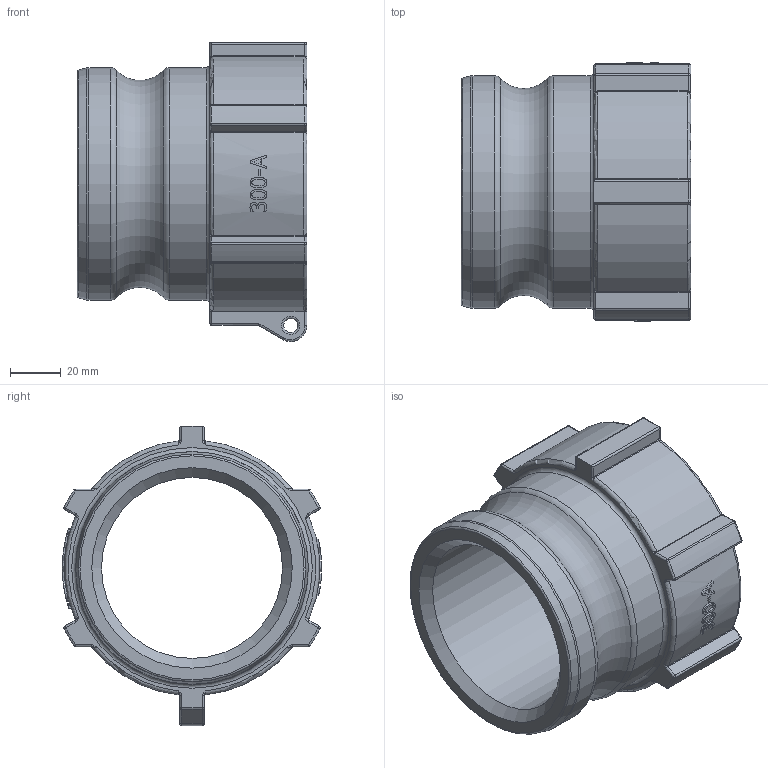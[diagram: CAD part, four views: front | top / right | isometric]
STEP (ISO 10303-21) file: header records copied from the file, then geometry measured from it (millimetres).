
FILE_DESCRIPTION(/* description */ ('3" MALE ADAPTER x 3" FNPT'),/* implementation_level */ '2;1');
FILE_NAME(/* name */ '300A.stp',/* time_stamp */ '2023-08-09T10:03:26-04:00',/* author */ ('CKA'),/* organization */ (''),/* preprocessor_version */ 'ST-DEVELOPER v18.1',/* originating_system */ 'Autodesk Inventor 2022',/* authorisation */ '');
FILE_SCHEMA (('AUTOMOTIVE_DESIGN { 1 0 10303 214 3 1 1 }'));
Length unit declared in the file: inch
Products named in the file (1): 300A
Bounding box: 90.3 x 101.85 x 117.6 mm (x, y, z)
Volume: 218919.3 mm3; surface area: 64769.3 mm2
Topology: 1 solids, 1 shells, 533 faces, 1371 edges, 842 vertices
Faces by surface type: bspline 186, plane 179, cylinder 104, torus 30, sphere 20, cone 14
Full cylindrical faces by diameter (mm): 5.588 x1, 71.12 x1, 91.491 x2
Entity records: 23214 total; most frequent: CARTESIAN_POINT 11431, ORIENTED_EDGE 2670, DIRECTION 2046, EDGE_CURVE 1335, VERTEX_POINT 842, AXIS2_PLACEMENT_3D 756, EDGE_LOOP 575, LINE 534
